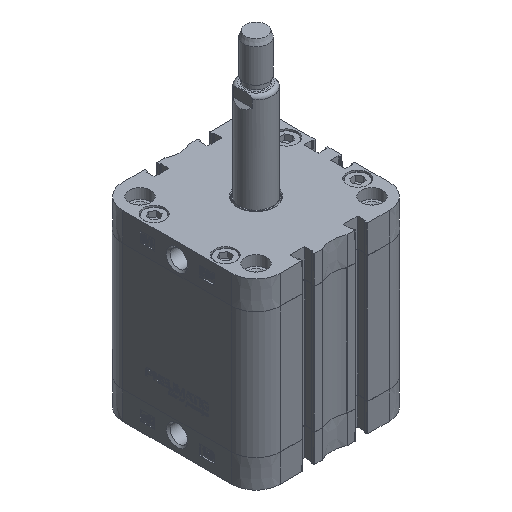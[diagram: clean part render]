
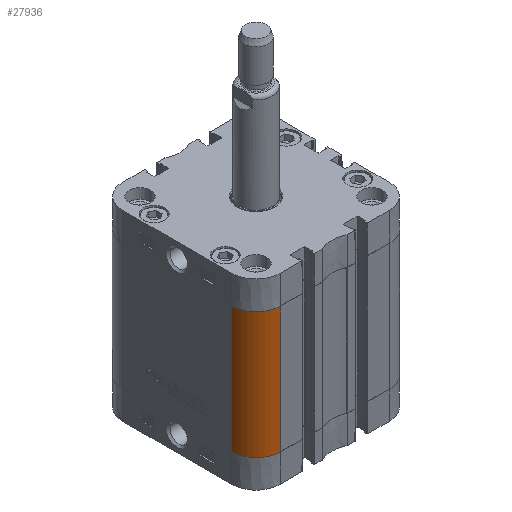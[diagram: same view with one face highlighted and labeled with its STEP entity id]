
A CAD part, isometric view. The second image highlights one B-rep face of the part: STEP entity #27936.
In plain terms, the highlighted cylindrical face has radius 12 mm (diameter 24 mm), a partial arc.
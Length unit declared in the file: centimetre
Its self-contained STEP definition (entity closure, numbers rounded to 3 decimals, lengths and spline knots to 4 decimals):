
#2666=CYLINDRICAL_SURFACE($,#29186,1.2);
#4360=LINE($,#51105,#6441);
#4938=LINE($,#55344,#7019);
#6441=VECTOR($,#32515,6.15);
#7019=VECTOR($,#33747,6.15);
#8568=FACE_OUTER_BOUND($,#10309,.T.);
#10309=EDGE_LOOP($,(#25626,#25627,#25628,#25629));
#10730=CIRCLE($,#29187,1.2);
#10731=CIRCLE($,#29188,1.2);
#12859=VERTEX_POINT($,#51098);
#12862=VERTEX_POINT($,#51103);
#13489=VERTEX_POINT($,#55341);
#13490=VERTEX_POINT($,#55343);
#16661=EDGE_CURVE($,#12862,#12859,#4360,.T.);
#17601=EDGE_CURVE($,#13490,#13489,#4938,.T.);
#17603=EDGE_CURVE($,#13489,#12859,#10730,.T.);
#17604=EDGE_CURVE($,#12862,#13490,#10731,.T.);
#25626=ORIENTED_EDGE($,*,*,#17603,.T.);
#25627=ORIENTED_EDGE($,*,*,#16661,.F.);
#25628=ORIENTED_EDGE($,*,*,#17604,.T.);
#25629=ORIENTED_EDGE($,*,*,#17601,.T.);
#27936=ADVANCED_FACE($,(#8568),#2666,.T.);
#29186=AXIS2_PLACEMENT_3D($,#55346,#33749,#33750);
#29187=AXIS2_PLACEMENT_3D($,#55347,#33751,#33752);
#29188=AXIS2_PLACEMENT_3D($,#55348,#33753,#33754);
#32515=DIRECTION($,(0.,0.,1.));
#33747=DIRECTION($,(0.,0.,1.));
#33749=DIRECTION('center_axis',(0.,0.,1.));
#33750=DIRECTION('ref_axis',(-1.,0.,0.));
#33751=DIRECTION('center_axis',(0.,0.,-1.));
#33752=DIRECTION('ref_axis',(-1.,0.,0.));
#33753=DIRECTION('center_axis',(0.,0.,1.));
#33754=DIRECTION('ref_axis',(-1.,0.,0.));
#51098=CARTESIAN_POINT('',(-3.85,-2.65,0.025));
#51103=CARTESIAN_POINT('',(-3.85,-2.65,-6.125));
#51105=CARTESIAN_POINT($,(-3.85,-2.65,-6.125));
#55341=CARTESIAN_POINT('',(-2.65,-3.85,0.025));
#55343=CARTESIAN_POINT('',(-2.65,-3.85,-6.125));
#55344=CARTESIAN_POINT($,(-2.65,-3.85,-6.125));
#55346=CARTESIAN_POINT('Origin',(-2.65,-2.65,-6.125));
#55347=CARTESIAN_POINT('Origin',(-2.65,-2.65,0.025));
#55348=CARTESIAN_POINT('Origin',(-2.65,-2.65,-6.125));
